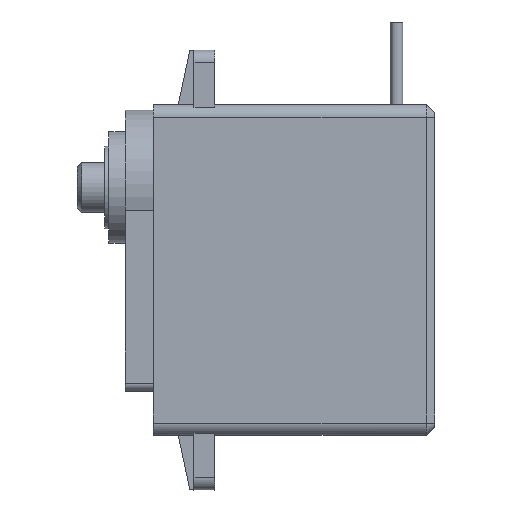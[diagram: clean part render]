
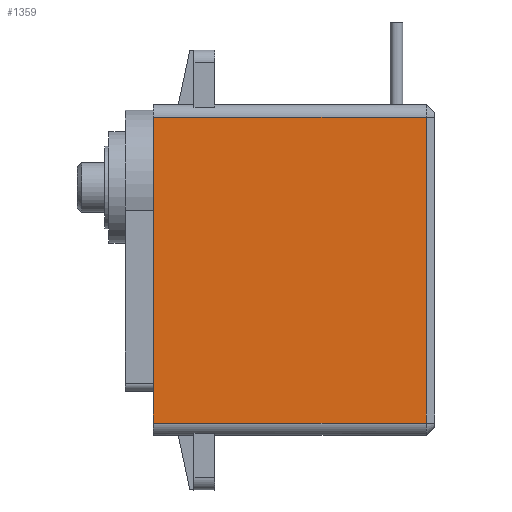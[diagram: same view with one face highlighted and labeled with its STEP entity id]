
A CAD part, left-side view. The second image highlights one B-rep face of the part: STEP entity #1359.
In plain terms, the highlighted planar face has unit normal (-1, 0, 0).
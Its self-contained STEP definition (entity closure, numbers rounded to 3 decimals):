
#79=FACE_OUTER_BOUND('',#161,.T.);
#161=EDGE_LOOP('',(#998,#999,#1000,#1001));
#354=LINE('',#2136,#490);
#357=LINE('',#2150,#493);
#358=LINE('',#2151,#494);
#359=LINE('',#2152,#495);
#490=VECTOR('',#1691,33.);
#493=VECTOR('',#1704,33.);
#494=VECTOR('',#1705,37.);
#495=VECTOR('',#1706,37.);
#634=VERTEX_POINT('',#2134);
#635=VERTEX_POINT('',#2135);
#640=VERTEX_POINT('',#2148);
#641=VERTEX_POINT('',#2149);
#778=EDGE_CURVE('',#634,#635,#354,.T.);
#785=EDGE_CURVE('',#640,#641,#357,.T.);
#786=EDGE_CURVE('',#634,#641,#358,.T.);
#787=EDGE_CURVE('',#635,#640,#359,.T.);
#998=ORIENTED_EDGE('',*,*,#785,.T.);
#999=ORIENTED_EDGE('',*,*,#786,.F.);
#1000=ORIENTED_EDGE('',*,*,#778,.T.);
#1001=ORIENTED_EDGE('',*,*,#787,.T.);
#1303=PLANE('',#1468);
#1359=ADVANCED_FACE('',(#79),#1303,.T.);
#1468=AXIS2_PLACEMENT_3D('',#2147,#1702,#1703);
#1691=DIRECTION('',(0.,1.,0.));
#1702=DIRECTION('center_axis',(-1.,0.,0.));
#1703=DIRECTION('ref_axis',(0.,0.,1.));
#1704=DIRECTION('',(0.,-1.,0.));
#1705=DIRECTION('',(0.,0.,-1.));
#1706=DIRECTION('',(0.,0.,-1.));
#2134=CARTESIAN_POINT('',(-10.,-25.6,8.5));
#2135=CARTESIAN_POINT('',(-10.,7.4,8.5));
#2136=CARTESIAN_POINT('',(-10.,-25.6,8.5));
#2147=CARTESIAN_POINT('Origin',(-10.,7.4,-30.));
#2148=CARTESIAN_POINT('',(-10.,7.4,-28.5));
#2149=CARTESIAN_POINT('',(-10.,-25.6,-28.5));
#2150=CARTESIAN_POINT('',(-10.,7.4,-28.5));
#2151=CARTESIAN_POINT('',(-10.,-25.6,8.5));
#2152=CARTESIAN_POINT('',(-10.,7.4,8.5));
